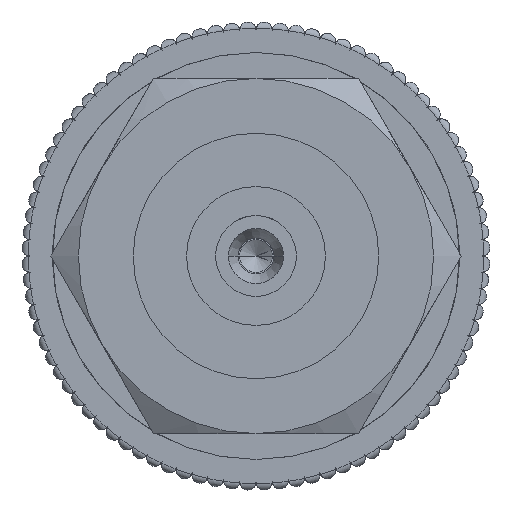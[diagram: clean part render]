
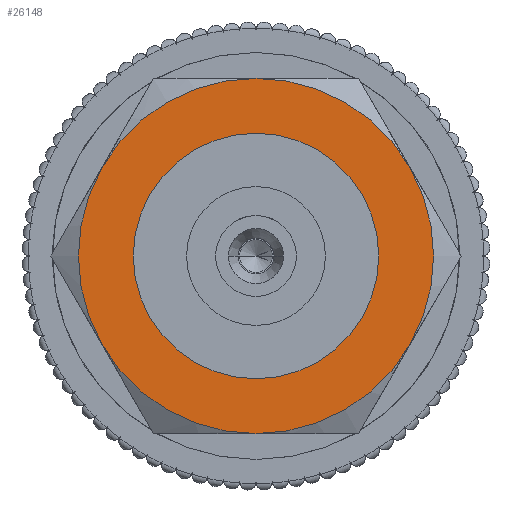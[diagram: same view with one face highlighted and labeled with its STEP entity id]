
A CAD part, left-side view. The second image highlights one B-rep face of the part: STEP entity #26148.
In plain terms, the highlighted planar face has unit normal (-1, 0, 0).
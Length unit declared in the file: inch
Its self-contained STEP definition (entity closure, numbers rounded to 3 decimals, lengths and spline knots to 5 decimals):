
#736 = VERTEX_POINT ( 'NONE', #19927 ) ;
#791 = DIRECTION ( 'NONE',  ( 0., 0., -1. ) ) ;
#881 = EDGE_CURVE ( 'NONE', #18027, #18011, #8233, .T. ) ;
#1130 = CARTESIAN_POINT ( 'NONE',  ( 0., 0., 0.21654 ) ) ;
#1369 = ORIENTED_EDGE ( 'NONE', *, *, #24066, .T. ) ;
#1869 = VERTEX_POINT ( 'NONE', #25927 ) ;
#2412 = CARTESIAN_POINT ( 'NONE',  ( 0., 0., -0.21654 ) ) ;
#2671 = FACE_BOUND ( 'NONE', #18500, .T. ) ;
#2708 = AXIS2_PLACEMENT_3D ( 'NONE', #6576, #4447, #4571 ) ;
#2924 = CARTESIAN_POINT ( 'NONE',  ( 0., 0., 0. ) ) ;
#3502 = CARTESIAN_POINT ( 'NONE',  ( 0., 0., 0. ) ) ;
#3728 = AXIS2_PLACEMENT_3D ( 'NONE', #8376, #20376, #10974 ) ;
#3924 = CIRCLE ( 'NONE', #9030, 0.21654 ) ;
#4447 = DIRECTION ( 'NONE',  ( 1., 0., 0. ) ) ;
#4571 = DIRECTION ( 'NONE',  ( 0., 0., -1. ) ) ;
#4691 = VERTEX_POINT ( 'NONE', #12185 ) ;
#4918 = DIRECTION ( 'NONE',  ( 0., 0., -1. ) ) ;
#5082 = AXIS2_PLACEMENT_3D ( 'NONE', #21030, #13023, #10887 ) ;
#5087 = CIRCLE ( 'NONE', #8494, 0.21654 ) ;
#6134 = ORIENTED_EDGE ( 'NONE', *, *, #881, .F. ) ;
#6135 = CARTESIAN_POINT ( 'NONE',  ( 0., 0., 0. ) ) ;
#6484 = CARTESIAN_POINT ( 'NONE',  ( 0., 0., 0. ) ) ;
#6576 = CARTESIAN_POINT ( 'NONE',  ( 0., 0., 0. ) ) ;
#7992 = VERTEX_POINT ( 'NONE', #1130 ) ;
#8233 = CIRCLE ( 'NONE', #2708, 0.21654 ) ;
#8376 = CARTESIAN_POINT ( 'NONE',  ( 0., 0., 0. ) ) ;
#8494 = AXIS2_PLACEMENT_3D ( 'NONE', #11525, #15807, #21662 ) ;
#8949 = AXIS2_PLACEMENT_3D ( 'NONE', #2924, #10789, #4918 ) ;
#9030 = AXIS2_PLACEMENT_3D ( 'NONE', #3502, #19877, #20157 ) ;
#9053 = CARTESIAN_POINT ( 'NONE',  ( 0., 0., 0. ) ) ;
#9865 = EDGE_CURVE ( 'NONE', #4691, #736, #19609, .T. ) ;
#10789 = DIRECTION ( 'NONE',  ( 1., 0., 0. ) ) ;
#10887 = DIRECTION ( 'NONE',  ( 0., 0., 1. ) ) ;
#10974 = DIRECTION ( 'NONE',  ( 0., 0., -1. ) ) ;
#11159 = EDGE_CURVE ( 'NONE', #7992, #18027, #3924, .T. ) ;
#11525 = CARTESIAN_POINT ( 'NONE',  ( 0., 0., 0. ) ) ;
#12185 = CARTESIAN_POINT ( 'NONE',  ( 0., 0.18753, -0.10827 ) ) ;
#13023 = DIRECTION ( 'NONE',  ( -1., 0., 0. ) ) ;
#13831 = EDGE_CURVE ( 'NONE', #1869, #15532, #25915, .T. ) ;
#13931 = CARTESIAN_POINT ( 'NONE',  ( 0., -0.18753, -0.10827 ) ) ;
#14244 = EDGE_LOOP ( 'NONE', ( #20381, #19607, #6134, #26317, #1369, #25108 ) ) ;
#14277 = DIRECTION ( 'NONE',  ( 0., 0., 1. ) ) ;
#14352 = EDGE_CURVE ( 'NONE', #15532, #1869, #16581, .T. ) ;
#14866 = ORIENTED_EDGE ( 'NONE', *, *, #14352, .F. ) ;
#15040 = CARTESIAN_POINT ( 'NONE',  ( 0., 0., -0.14961 ) ) ;
#15532 = VERTEX_POINT ( 'NONE', #15040 ) ;
#15807 = DIRECTION ( 'NONE',  ( -1., 0., 0. ) ) ;
#15903 = ORIENTED_EDGE ( 'NONE', *, *, #13831, .F. ) ;
#16581 = CIRCLE ( 'NONE', #5082, 0.14961 ) ;
#16757 = EDGE_CURVE ( 'NONE', #18011, #20624, #16866, .T. ) ;
#16794 = FACE_OUTER_BOUND ( 'NONE', #14244, .T. ) ;
#16866 = CIRCLE ( 'NONE', #23678, 0.21654 ) ;
#17956 = AXIS2_PLACEMENT_3D ( 'NONE', #9053, #18652, #791 ) ;
#18011 = VERTEX_POINT ( 'NONE', #13931 ) ;
#18027 = VERTEX_POINT ( 'NONE', #25433 ) ;
#18209 = CIRCLE ( 'NONE', #3728, 0.21654 ) ;
#18500 = EDGE_LOOP ( 'NONE', ( #15903, #14866 ) ) ;
#18652 = DIRECTION ( 'NONE',  ( 1., 0., 0. ) ) ;
#19607 = ORIENTED_EDGE ( 'NONE', *, *, #16757, .F. ) ;
#19609 = CIRCLE ( 'NONE', #8949, 0.21654 ) ;
#19877 = DIRECTION ( 'NONE',  ( 1., 0., 0. ) ) ;
#19927 = CARTESIAN_POINT ( 'NONE',  ( 0., 0.18753, 0.10827 ) ) ;
#20157 = DIRECTION ( 'NONE',  ( 0., 0., -1. ) ) ;
#20376 = DIRECTION ( 'NONE',  ( 1., 0., 0. ) ) ;
#20381 = ORIENTED_EDGE ( 'NONE', *, *, #21149, .F. ) ;
#20624 = VERTEX_POINT ( 'NONE', #2412 ) ;
#21030 = CARTESIAN_POINT ( 'NONE',  ( 0., 0., 0. ) ) ;
#21149 = EDGE_CURVE ( 'NONE', #20624, #4691, #18209, .T. ) ;
#21183 = PLANE ( 'NONE',  #17956 ) ;
#21662 = DIRECTION ( 'NONE',  ( 0., 0., 1. ) ) ;
#22884 = DIRECTION ( 'NONE',  ( 0., 0., -1. ) ) ;
#23678 = AXIS2_PLACEMENT_3D ( 'NONE', #6484, #24890, #22884 ) ;
#24066 = EDGE_CURVE ( 'NONE', #7992, #736, #5087, .T. ) ;
#24544 = DIRECTION ( 'NONE',  ( -1., 0., 0. ) ) ;
#24655 = AXIS2_PLACEMENT_3D ( 'NONE', #6135, #24544, #14277 ) ;
#24890 = DIRECTION ( 'NONE',  ( 1., 0., 0. ) ) ;
#25108 = ORIENTED_EDGE ( 'NONE', *, *, #9865, .F. ) ;
#25433 = CARTESIAN_POINT ( 'NONE',  ( 0., -0.18753, 0.10827 ) ) ;
#25915 = CIRCLE ( 'NONE', #24655, 0.14961 ) ;
#25927 = CARTESIAN_POINT ( 'NONE',  ( 0., 0., 0.14961 ) ) ;
#26148 = ADVANCED_FACE ( 'NONE', ( #2671, #16794 ), #21183, .F. ) ;
#26317 = ORIENTED_EDGE ( 'NONE', *, *, #11159, .F. ) ;
